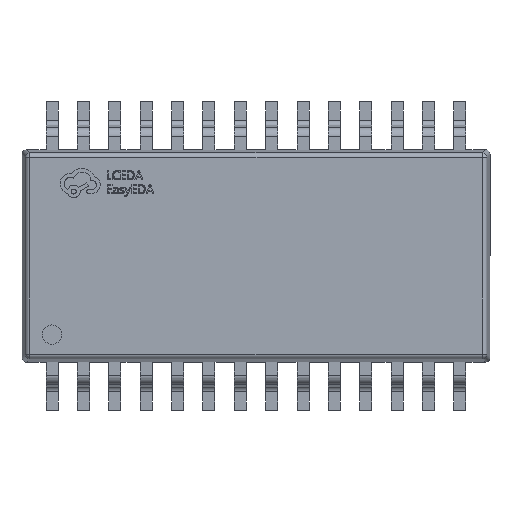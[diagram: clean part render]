
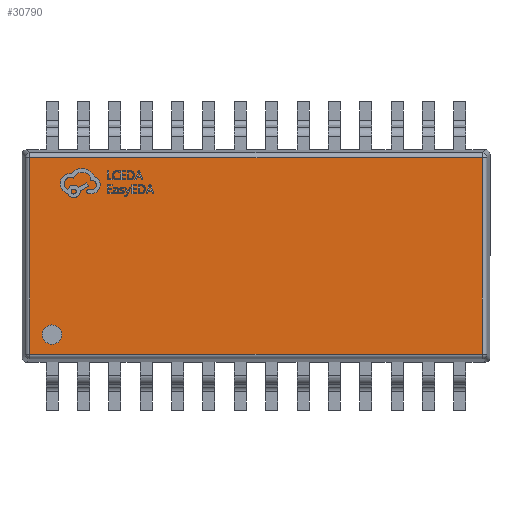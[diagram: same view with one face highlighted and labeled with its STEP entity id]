
A CAD part, top view. The second image highlights one B-rep face of the part: STEP entity #30790.
In plain terms, the highlighted planar face has unit normal (0, 0, 1).
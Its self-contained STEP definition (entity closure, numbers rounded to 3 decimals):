
#267 = VERTEX_POINT ( 'NONE', #8955 ) ;
#1750 = VERTEX_POINT ( 'NONE', #23226 ) ;
#2266 = DIRECTION ( 'NONE',  ( 0., -1., 0. ) ) ;
#2968 = ORIENTED_EDGE ( 'NONE', *, *, #12111, .T. ) ;
#3367 = DIRECTION ( 'NONE',  ( 0., 0., 1. ) ) ;
#4347 = ORIENTED_EDGE ( 'NONE', *, *, #17031, .T. ) ;
#4611 = VERTEX_POINT ( 'NONE', #8041 ) ;
#4796 = CARTESIAN_POINT ( 'NONE',  ( 4.686, 2.123, 0.55 ) ) ;
#5434 = DIRECTION ( 'NONE',  ( 0., 0., 1. ) ) ;
#5697 = DIRECTION ( 'NONE',  ( 1., 0., 0. ) ) ;
#8041 = CARTESIAN_POINT ( 'NONE',  ( -4.686, 2.036, 0.55 ) ) ;
#8955 = CARTESIAN_POINT ( 'NONE',  ( 4.686, 2.036, 0.55 ) ) ;
#9336 = AXIS2_PLACEMENT_3D ( 'NONE', #28953, #5434, #10926 ) ;
#9763 = LINE ( 'NONE', #4796, #16241 ) ;
#9935 = CARTESIAN_POINT ( 'NONE',  ( -4.686, -2.123, 0.55 ) ) ;
#10926 = DIRECTION ( 'NONE',  ( 1., 0., 0. ) ) ;
#10957 = CARTESIAN_POINT ( 'NONE',  ( 4.773, -2.036, 0.55 ) ) ;
#11829 = ORIENTED_EDGE ( 'NONE', *, *, #19335, .T. ) ;
#12111 = EDGE_CURVE ( 'NONE', #1750, #15358, #24672, .T. ) ;
#12323 = VECTOR ( 'NONE', #2266, 1000. ) ;
#13105 = VERTEX_POINT ( 'NONE', #32120 ) ;
#13493 = EDGE_LOOP ( 'NONE', ( #2968, #4347, #11829, #22641 ) ) ;
#13657 = VECTOR ( 'NONE', #18104, 1000. ) ;
#14094 = DIRECTION ( 'NONE',  ( 0., 0., 1. ) ) ;
#14464 = ORIENTED_EDGE ( 'NONE', *, *, #32818, .F. ) ;
#15358 = VERTEX_POINT ( 'NONE', #33116 ) ;
#15700 = VECTOR ( 'NONE', #29519, 1000. ) ;
#16241 = VECTOR ( 'NONE', #20215, 1000. ) ;
#16646 = FACE_BOUND ( 'NONE', #20530, .T. ) ;
#17031 = EDGE_CURVE ( 'NONE', #15358, #267, #9763, .T. ) ;
#17921 = AXIS2_PLACEMENT_3D ( 'NONE', #18963, #3367, #29475 ) ;
#18104 = DIRECTION ( 'NONE',  ( -1., 0., 0. ) ) ;
#18115 = CIRCLE ( 'NONE', #9336, 0.2 ) ;
#18723 = CARTESIAN_POINT ( 'NONE',  ( 0., 0., 0.55 ) ) ;
#18901 = PLANE ( 'NONE',  #28229 ) ;
#18963 = CARTESIAN_POINT ( 'NONE',  ( -4.229, -1.632, 0.55 ) ) ;
#19335 = EDGE_CURVE ( 'NONE', #267, #4611, #20151, .T. ) ;
#20151 = LINE ( 'NONE', #20830, #13657 ) ;
#20215 = DIRECTION ( 'NONE',  ( 0., 1., 0. ) ) ;
#20530 = EDGE_LOOP ( 'NONE', ( #14464, #30908 ) ) ;
#20830 = CARTESIAN_POINT ( 'NONE',  ( -4.773, 2.036, 0.55 ) ) ;
#21453 = FACE_OUTER_BOUND ( 'NONE', #13493, .T. ) ;
#22641 = ORIENTED_EDGE ( 'NONE', *, *, #31842, .T. ) ;
#23226 = CARTESIAN_POINT ( 'NONE',  ( -4.686, -2.036, 0.55 ) ) ;
#24146 = VERTEX_POINT ( 'NONE', #32225 ) ;
#24672 = LINE ( 'NONE', #10957, #15700 ) ;
#28229 = AXIS2_PLACEMENT_3D ( 'NONE', #18723, #14094, #5697 ) ;
#28258 = EDGE_CURVE ( 'NONE', #24146, #13105, #18115, .T. ) ;
#28953 = CARTESIAN_POINT ( 'NONE',  ( -4.229, -1.632, 0.55 ) ) ;
#29475 = DIRECTION ( 'NONE',  ( 1., 0., 0. ) ) ;
#29519 = DIRECTION ( 'NONE',  ( 1., 0., 0. ) ) ;
#30790 = ADVANCED_FACE ( 'NONE', ( #21453, #16646 ), #18901, .T. ) ;
#30908 = ORIENTED_EDGE ( 'NONE', *, *, #28258, .F. ) ;
#31842 = EDGE_CURVE ( 'NONE', #4611, #1750, #33453, .T. ) ;
#32120 = CARTESIAN_POINT ( 'NONE',  ( -4.029, -1.632, 0.55 ) ) ;
#32203 = CIRCLE ( 'NONE', #17921, 0.2 ) ;
#32225 = CARTESIAN_POINT ( 'NONE',  ( -4.429, -1.632, 0.55 ) ) ;
#32818 = EDGE_CURVE ( 'NONE', #13105, #24146, #32203, .T. ) ;
#33116 = CARTESIAN_POINT ( 'NONE',  ( 4.686, -2.036, 0.55 ) ) ;
#33453 = LINE ( 'NONE', #9935, #12323 ) ;
